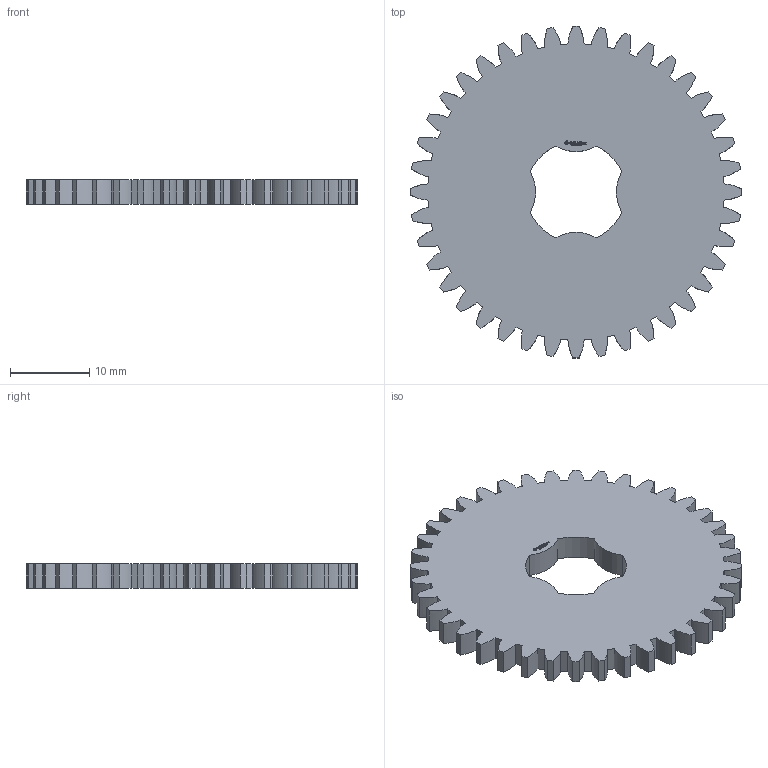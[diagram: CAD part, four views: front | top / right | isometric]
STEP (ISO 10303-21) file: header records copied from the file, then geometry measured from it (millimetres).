
FILE_DESCRIPTION(('FreeCAD Model'),'2;1');
FILE_NAME('Open CASCADE Shape Model','2024-03-09T20:18:29',(''),(''), 'Open CASCADE STEP processor 7.6','FreeCAD','Unknown');
FILE_SCHEMA(('AUTOMOTIVE_DESIGN { 1 0 10303 214 1 1 1 1 }'));
Products named in the file (1): Gear Wheel PLN TTH40 BU00.25 SFT-SHD - SPN-GWH-0137 (stemfie.org)
Bounding box: 41.99 x 41.99 x 3.12 mm (x, y, z)
Volume: 3550 mm3; surface area: 3203.3 mm2
Topology: 1 solids, 1 shells, 702 faces, 2013 edges, 1342 vertices
Faces by surface type: extrusion 366, plane 328, cylinder 8
Entity records: 61137 total; most frequent: CARTESIAN_POINT 18564, DIRECTION 5631, VECTOR 4909, LINE 4543, ORIENTED_EDGE 4026, PCURVE 4026, DEFINITIONAL_REPRESENTATION 4026, EDGE_CURVE 2013
